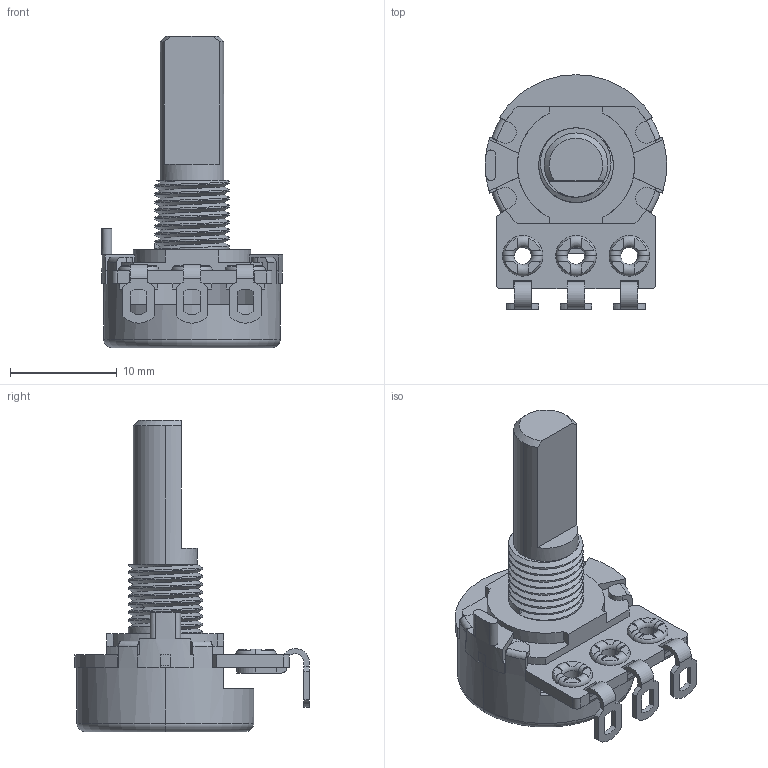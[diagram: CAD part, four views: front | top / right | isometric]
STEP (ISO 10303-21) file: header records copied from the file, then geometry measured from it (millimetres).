
FILE_DESCRIPTION(('FreeCAD Model'),'2;1');
FILE_NAME('PDB181-E420.step','2019-03-02T12:17:17',( 'kicad StepUp'),('ksu MCAD'),'Open CASCADE STEP processor 7.2', 'FreeCAD','Unknown');
FILE_SCHEMA(('AUTOMOTIVE_DESIGN { 1 0 10303 214 1 1 1 1 }'));
Length unit declared in the file: millimetre
Products named in the file (1): PDB181-E420
Bounding box: 17 x 22 x 29.2 mm (x, y, z)
Volume: 1421.9 mm3; surface area: 2392.1 mm2
Topology: 1 solids, 4 shells, 304 faces, 865 edges, 581 vertices
Faces by surface type: plane 188, cylinder 83, torus 26, bspline 6, cone 1
Entity records: 12188 total; most frequent: CARTESIAN_POINT 4049, ORIENTED_EDGE 1730, DIRECTION 1706, EDGE_CURVE 865, AXIS2_PLACEMENT_3D 621, VERTEX_POINT 581, LINE 464, VECTOR 464
